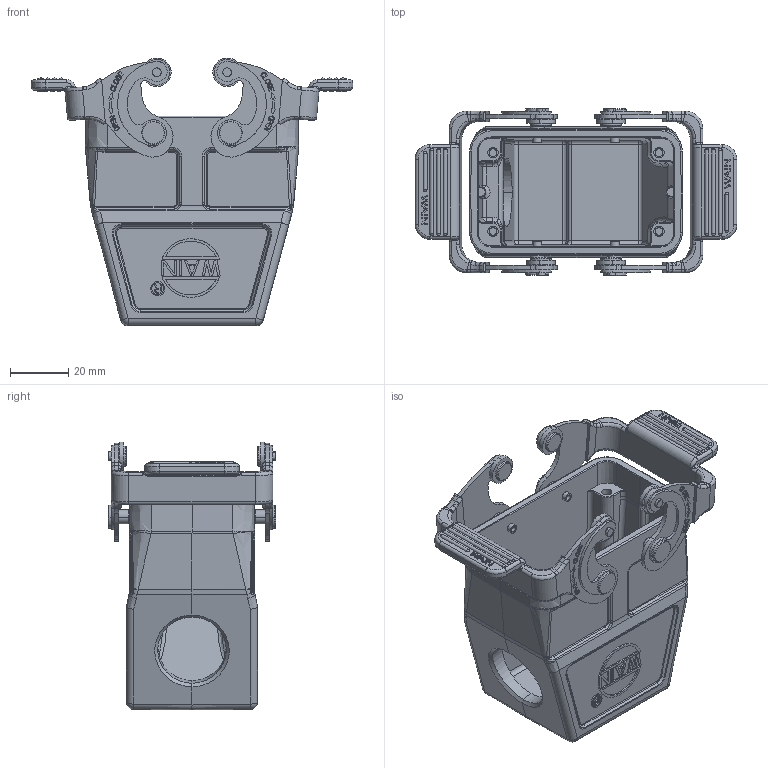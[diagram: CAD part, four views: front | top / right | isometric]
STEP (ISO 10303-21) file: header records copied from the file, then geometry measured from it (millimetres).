
FILE_DESCRIPTION((''),'2;1');
FILE_NAME('3D_1110105305003_H10B-SEH-4B-M2','2020-10-21T',('lian.chen'),(''),'PRO/ENGINEER BY PARAMETRIC TECHNOLOGY CORPORATION, 2012480','PRO/ENGINEER BY PARAMETRIC TECHNOLOGY CORPORATION, 2012480','');
FILE_SCHEMA(('AUTOMOTIVE_DESIGN { 1 0 10303 214 1 1 1 1 }'));
Products named in the file (1): 3D_1110105305003_H10B-SEH-4B-M2
Bounding box: 110.4 x 57.5 x 92 mm (x, y, z)
Volume: 75886.1 mm3; surface area: 45715.1 mm2
Topology: 1 solids, 1 shells, 1829 faces, 4719 edges, 3057 vertices
Faces by surface type: plane 828, cylinder 395, bspline 231, extrusion 162, torus 105, cone 62, sphere 46
Entity records: 81757 total; most frequent: CARTESIAN_POINT 24504, ORIENTED_EDGE 9414, DIRECTION 7995, PRESENTATION_STYLE_ASSIGNMENT 4708, STYLED_ITEM 4708, CURVE_STYLE 4707, EDGE_CURVE 4707, VERTEX_POINT 3057
